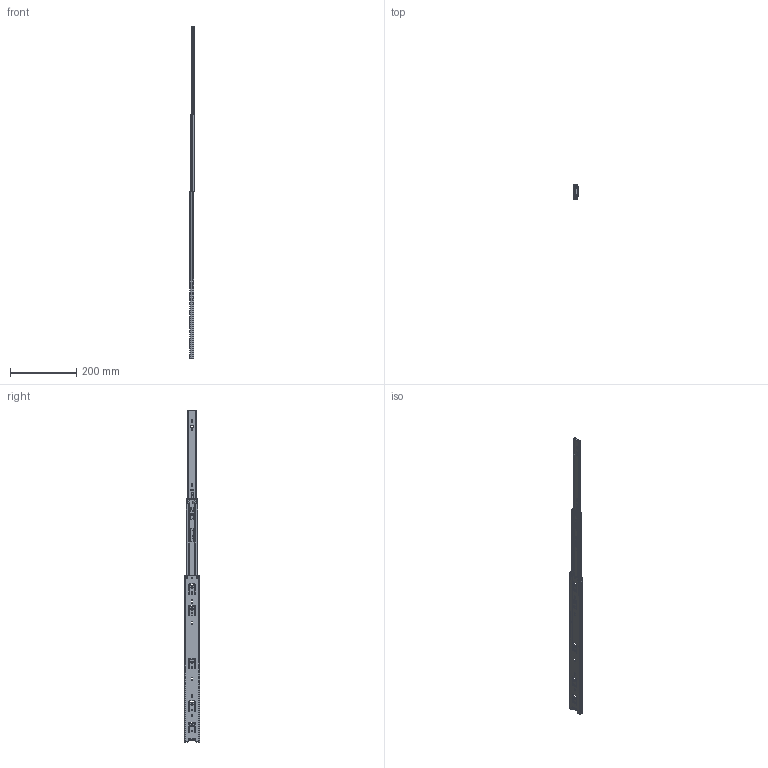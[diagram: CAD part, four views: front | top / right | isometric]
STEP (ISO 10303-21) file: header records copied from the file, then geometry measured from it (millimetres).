
FILE_DESCRIPTION (( 'STEP AP214' ), '1' );
FILE_NAME ('45#³£¹æ20´çopen.STEP', '2024-10-10T08:23:12', ( '' ), ( '' ), 'SwSTEP 2.0', 'SolidWorks 2016', '' );
FILE_SCHEMA (( 'AUTOMOTIVE_DESIGN' ));
Length unit declared in the file: millimetre
Products named in the file (10): 45坶蝶; 45#都寞20渡open; 45紩殤24渡; 45癹弇坶; 紩沭235; 詩紩4.72; 45#都寞笢寢20渡; 45#都寞俋寢20渡; 45中轨胶塞; 45#都寞囀寢20渡
Assembly tree (75 placements, depth 2):
  45#都寞20渡open
    45#都寞俋寢20渡
    45#都寞笢寢20渡
    45#都寞囀寢20渡
    45紩殤24渡
    詩紩4.72  x66
    紩沭235  x2
    45坶蝶
    45中轨胶塞
    45癹弇坶
Bounding box: 12.7 x 45.47 x 1000 mm (x, y, z)
Volume: 109503.6 mm3; surface area: 187779.3 mm2
Topology: 83 solids, 83 shells, 3136 faces, 8777 edges, 5289 vertices
Faces by surface type: plane 1007, cylinder 1006, sphere 420, bspline 351, torus 348, cone 4
Entity records: 87989 total; most frequent: CARTESIAN_POINT 23257, ORIENTED_EDGE 14050, DIRECTION 12980, EDGE_CURVE 7025, AXIS2_PLACEMENT_3D 4948, VERTEX_POINT 4337, LINE 3084, VECTOR 3084
